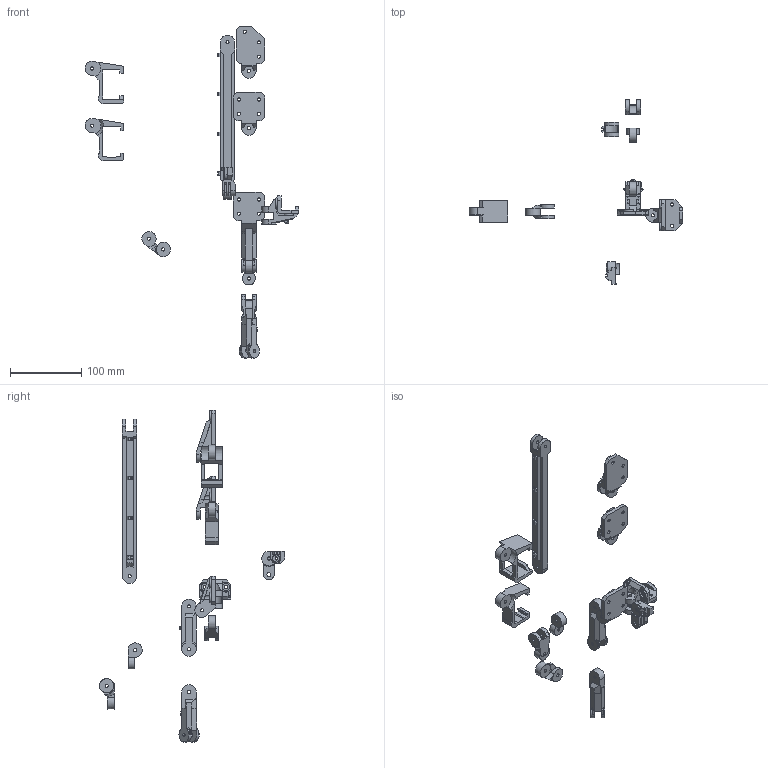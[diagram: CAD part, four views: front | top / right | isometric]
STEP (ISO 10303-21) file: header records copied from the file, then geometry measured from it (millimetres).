
FILE_DESCRIPTION(/* description */ (''),/* implementation_level */ '2;1');
FILE_NAME(/* name */ 'mount parts.step',/* time_stamp */ '2017-11-16T08:33:52+01:00',/* author */ ('raffosan'),/* organization */ (''),/* preprocessor_version */ 'ST-DEVELOPER v16.13',/* originating_system */ 'Autodesk Translation Framework v6.5.0.72',/* authorisation */ '');
FILE_SCHEMA (('AUTOMOTIVE_DESIGN { 1 0 10303 214 3 1 1 }'));
Length unit declared in the file: millimetre
Products named in the file (9): c270mount; Component1; Component2; Component3; Component6; Component7; Component8; arm2; gopro
Assembly tree (8 placements, depth 2):
  c270mount
    Component1
    Component2
    Component3
    Component6
    Component7
    Component8
    arm2
    gopro
Bounding box: 299.49 x 259.24 x 465.06 mm (x, y, z)
Volume: 261798.4 mm3; surface area: 98800.1 mm2
Topology: 14 solids, 14 shells, 663 faces, 1856 edges, 1229 vertices
Faces by surface type: plane 483, cylinder 167, cone 12, torus 1
Full cylindrical faces by diameter (mm): 4.4 x44, 5.4 x3, 10 x16, 17.972 x1, 20 x2
Entity records: 21734 total; most frequent: CARTESIAN_POINT 3855, ORIENTED_EDGE 3712, DIRECTION 3627, EDGE_CURVE 1856, LINE 1377, VECTOR 1377, VERTEX_POINT 1229, AXIS2_PLACEMENT_3D 1125
